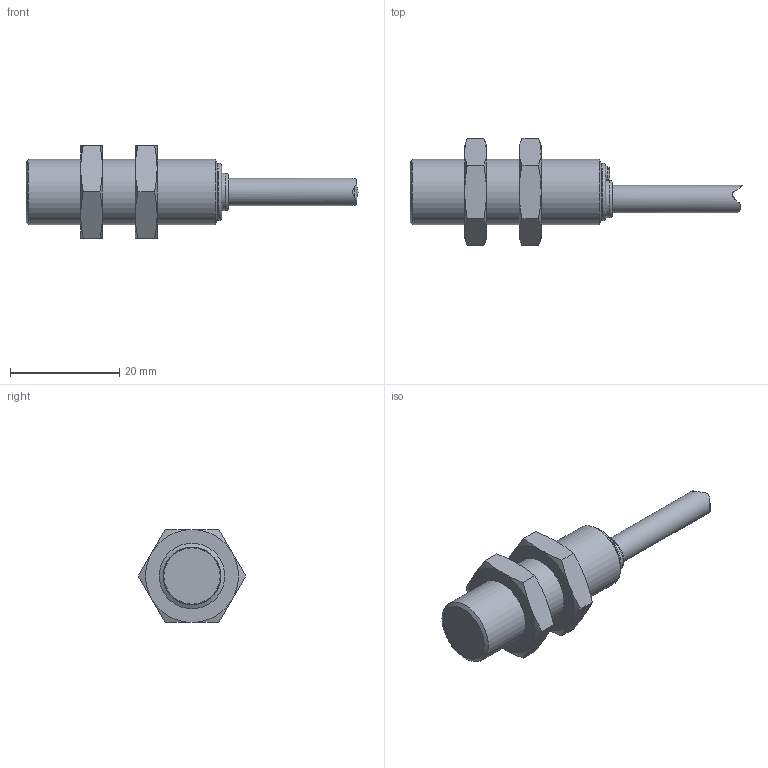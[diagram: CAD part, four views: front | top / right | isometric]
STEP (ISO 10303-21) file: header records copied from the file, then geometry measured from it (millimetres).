
FILE_DESCRIPTION (( 'STEP AP214' ), '1' );
FILE_NAME ('DW-AD-601-M12-120.STEP', '2020-10-01T13:33:06', ( '' ), ( '' ), 'SwSTEP 2.0', 'SolidWorks 2019', '' );
FILE_SCHEMA (( 'AUTOMOTIVE_DESIGN' ));
Length unit declared in the file: inch
Products named in the file (1): DW-AD-601-M12-120
Bounding box: 60.76 x 19.63 x 17 mm (x, y, z)
Volume: 5597 mm3; surface area: 2627.2 mm2
Topology: 1 solids, 1 shells, 81 faces, 170 edges, 100 vertices
Faces by surface type: plane 34, cone 31, cylinder 14, bspline 2
Full cylindrical faces by diameter (mm): 5 x1, 10.3 x1, 10.5 x1, 10.531 x1, 12 x3
Entity records: 2342 total; most frequent: CARTESIAN_POINT 755, ORIENTED_EDGE 310, DIRECTION 300, EDGE_CURVE 155, AXIS2_PLACEMENT_3D 133, EDGE_LOOP 101, VERTEX_POINT 96, FACE_OUTER_BOUND 90
